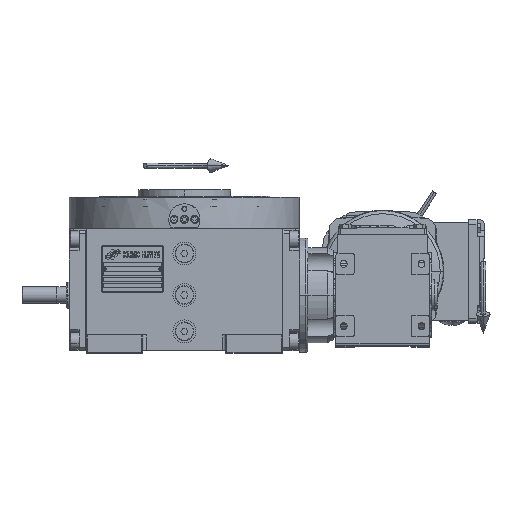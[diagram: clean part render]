
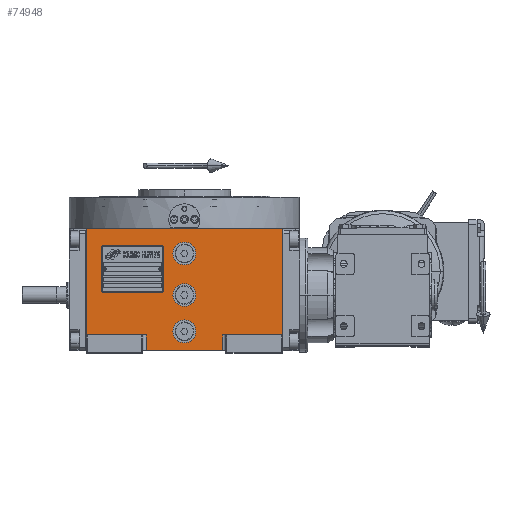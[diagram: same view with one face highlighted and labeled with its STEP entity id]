
A CAD part, top view. The second image highlights one B-rep face of the part: STEP entity #74948.
In plain terms, the highlighted planar face has unit normal (0, 0, 1).
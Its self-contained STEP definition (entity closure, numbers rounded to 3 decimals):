
#1057 = CARTESIAN_POINT ( 'NONE',  ( 11., 40., 163.5 ) ) ;
#1396 = CARTESIAN_POINT ( 'NONE',  ( -37., -53.5, 163.5 ) ) ;
#1624 = CARTESIAN_POINT ( 'NONE',  ( -11., -35., 163.5 ) ) ;
#1943 = EDGE_CURVE ( 'NONE', #47099, #62118, #62704, .T. ) ;
#2564 = VERTEX_POINT ( 'NONE', #64982 ) ;
#3082 = VECTOR ( 'NONE', #28878, 1000. ) ;
#5379 = DIRECTION ( 'NONE',  ( -1., 0., 0. ) ) ;
#6071 = LINE ( 'NONE', #93481, #83273 ) ;
#6107 = LINE ( 'NONE', #37965, #82923 ) ;
#7609 = VECTOR ( 'NONE', #50944, 1000. ) ;
#7987 = ORIENTED_EDGE ( 'NONE', *, *, #67588, .F. ) ;
#8056 = VECTOR ( 'NONE', #71594, 1000. ) ;
#8698 = EDGE_CURVE ( 'NONE', #93217, #69958, #51431, .T. ) ;
#11333 = AXIS2_PLACEMENT_3D ( 'NONE', #42225, #60745, #81692 ) ;
#12085 = VERTEX_POINT ( 'NONE', #91847 ) ;
#12194 = DIRECTION ( 'NONE',  ( 1., 0., 0. ) ) ;
#12899 = DIRECTION ( 'NONE',  ( 1., 0., 0. ) ) ;
#14100 = VECTOR ( 'NONE', #12194, 1000. ) ;
#15386 = ORIENTED_EDGE ( 'NONE', *, *, #67205, .F. ) ;
#17886 = ORIENTED_EDGE ( 'NONE', *, *, #70981, .F. ) ;
#18654 = CARTESIAN_POINT ( 'NONE',  ( 37., -38.5, 163.5 ) ) ;
#20308 = DIRECTION ( 'NONE',  ( 0., -1., 0. ) ) ;
#21782 = PLANE ( 'NONE',  #11333 ) ;
#23402 = CIRCLE ( 'NONE', #84863, 11. ) ;
#24591 = CARTESIAN_POINT ( 'NONE',  ( -94.5, 64.5, 163.5 ) ) ;
#25115 = CARTESIAN_POINT ( 'NONE',  ( 94.5, 64.5, 163.5 ) ) ;
#25605 = AXIS2_PLACEMENT_3D ( 'NONE', #85498, #47014, #47495 ) ;
#26766 = ORIENTED_EDGE ( 'NONE', *, *, #1943, .F. ) ;
#27019 = FACE_BOUND ( 'NONE', #62479, .T. ) ;
#27563 = VECTOR ( 'NONE', #72939, 1000. ) ;
#28125 = EDGE_CURVE ( 'NONE', #44428, #28671, #45605, .T. ) ;
#28671 = VERTEX_POINT ( 'NONE', #79963 ) ;
#28878 = DIRECTION ( 'NONE',  ( 1., 0., 0. ) ) ;
#29056 = VECTOR ( 'NONE', #31352, 1000. ) ;
#30081 = CARTESIAN_POINT ( 'NONE',  ( -11., 0., 163.5 ) ) ;
#31352 = DIRECTION ( 'NONE',  ( 1., 0., 0. ) ) ;
#33194 = CARTESIAN_POINT ( 'NONE',  ( -94.5, -38.5, 163.5 ) ) ;
#33639 = ORIENTED_EDGE ( 'NONE', *, *, #75965, .F. ) ;
#35456 = LINE ( 'NONE', #89179, #14100 ) ;
#35503 = ORIENTED_EDGE ( 'NONE', *, *, #74832, .T. ) ;
#36235 = DIRECTION ( 'NONE',  ( 0., 0., 1. ) ) ;
#36906 = ORIENTED_EDGE ( 'NONE', *, *, #41340, .T. ) ;
#37890 = EDGE_CURVE ( 'NONE', #57981, #76171, #69168, .T. ) ;
#37965 = CARTESIAN_POINT ( 'NONE',  ( 37., -38.5, 163.5 ) ) ;
#38838 = DIRECTION ( 'NONE',  ( 0., 0., 1. ) ) ;
#40453 = CARTESIAN_POINT ( 'NONE',  ( 37., -38.5, 163.5 ) ) ;
#41340 = EDGE_CURVE ( 'NONE', #75969, #43137, #55644, .T. ) ;
#42225 = CARTESIAN_POINT ( 'NONE',  ( -94.5, -53.5, 163.5 ) ) ;
#42596 = CIRCLE ( 'NONE', #57124, 11. ) ;
#43137 = VERTEX_POINT ( 'NONE', #62336 ) ;
#43363 = ORIENTED_EDGE ( 'NONE', *, *, #28125, .F. ) ;
#43783 = CARTESIAN_POINT ( 'NONE',  ( 0., 0., 163.5 ) ) ;
#44428 = VERTEX_POINT ( 'NONE', #1624 ) ;
#44857 = CARTESIAN_POINT ( 'NONE',  ( -94.5, -38.5, 163.5 ) ) ;
#44874 = EDGE_LOOP ( 'NONE', ( #7987, #43363 ) ) ;
#45605 = CIRCLE ( 'NONE', #79580, 11. ) ;
#45713 = ORIENTED_EDGE ( 'NONE', *, *, #8698, .F. ) ;
#47014 = DIRECTION ( 'NONE',  ( 0., 0., 1. ) ) ;
#47099 = VERTEX_POINT ( 'NONE', #91711 ) ;
#47495 = DIRECTION ( 'NONE',  ( -1., 0., 0. ) ) ;
#50804 = FACE_BOUND ( 'NONE', #44874, .T. ) ;
#50944 = DIRECTION ( 'NONE',  ( 0., 1., 0. ) ) ;
#51116 = CARTESIAN_POINT ( 'NONE',  ( -37., -53.5, 163.5 ) ) ;
#51278 = DIRECTION ( 'NONE',  ( 0., 0., 1. ) ) ;
#51431 = LINE ( 'NONE', #44857, #7609 ) ;
#52265 = DIRECTION ( 'NONE',  ( 1., 0., 0. ) ) ;
#52490 = CARTESIAN_POINT ( 'NONE',  ( 0., 40., 163.5 ) ) ;
#52955 = AXIS2_PLACEMENT_3D ( 'NONE', #52490, #60587, #83396 ) ;
#53688 = ORIENTED_EDGE ( 'NONE', *, *, #37890, .F. ) ;
#55027 = DIRECTION ( 'NONE',  ( 1., 0., 0. ) ) ;
#55644 = LINE ( 'NONE', #40453, #29056 ) ;
#56426 = ORIENTED_EDGE ( 'NONE', *, *, #90654, .T. ) ;
#57124 = AXIS2_PLACEMENT_3D ( 'NONE', #75332, #38838, #55027 ) ;
#57981 = VERTEX_POINT ( 'NONE', #71020 ) ;
#59144 = ORIENTED_EDGE ( 'NONE', *, *, #92278, .F. ) ;
#59365 = CARTESIAN_POINT ( 'NONE',  ( 0., 40., 163.5 ) ) ;
#60251 = FACE_OUTER_BOUND ( 'NONE', #91289, .T. ) ;
#60587 = DIRECTION ( 'NONE',  ( 0., 0., 1. ) ) ;
#60745 = DIRECTION ( 'NONE',  ( 0., 0., 1. ) ) ;
#62118 = VERTEX_POINT ( 'NONE', #1057 ) ;
#62336 = CARTESIAN_POINT ( 'NONE',  ( 94.5, -38.5, 163.5 ) ) ;
#62479 = EDGE_LOOP ( 'NONE', ( #53688, #33639 ) ) ;
#62704 = CIRCLE ( 'NONE', #52955, 11. ) ;
#63461 = LINE ( 'NONE', #79698, #8056 ) ;
#64982 = CARTESIAN_POINT ( 'NONE',  ( 37., -53.5, 163.5 ) ) ;
#65937 = AXIS2_PLACEMENT_3D ( 'NONE', #43783, #81769, #12899 ) ;
#67205 = EDGE_CURVE ( 'NONE', #75969, #2564, #6107, .T. ) ;
#67588 = EDGE_CURVE ( 'NONE', #28671, #44428, #42596, .T. ) ;
#69168 = CIRCLE ( 'NONE', #65937, 11. ) ;
#69250 = CIRCLE ( 'NONE', #25605, 11. ) ;
#69958 = VERTEX_POINT ( 'NONE', #24591 ) ;
#70714 = LINE ( 'NONE', #1396, #3082 ) ;
#70981 = EDGE_CURVE ( 'NONE', #62118, #47099, #23402, .T. ) ;
#71020 = CARTESIAN_POINT ( 'NONE',  ( 11., 0., 163.5 ) ) ;
#71594 = DIRECTION ( 'NONE',  ( 0., 1., 0. ) ) ;
#72939 = DIRECTION ( 'NONE',  ( 0., 1., 0. ) ) ;
#73666 = EDGE_CURVE ( 'NONE', #69958, #87816, #35456, .T. ) ;
#73748 = CARTESIAN_POINT ( 'NONE',  ( 0., -35., 163.5 ) ) ;
#74832 = EDGE_CURVE ( 'NONE', #43137, #87816, #63461, .T. ) ;
#74948 = ADVANCED_FACE ( 'NONE', ( #27019, #50804, #81221, #60251 ), #21782, .T. ) ;
#75332 = CARTESIAN_POINT ( 'NONE',  ( 0., -35., 163.5 ) ) ;
#75965 = EDGE_CURVE ( 'NONE', #76171, #57981, #69250, .T. ) ;
#75969 = VERTEX_POINT ( 'NONE', #18654 ) ;
#76171 = VERTEX_POINT ( 'NONE', #30081 ) ;
#79580 = AXIS2_PLACEMENT_3D ( 'NONE', #73748, #36235, #5379 ) ;
#79698 = CARTESIAN_POINT ( 'NONE',  ( 94.5, -38.5, 163.5 ) ) ;
#79963 = CARTESIAN_POINT ( 'NONE',  ( 11., -35., 163.5 ) ) ;
#81221 = FACE_BOUND ( 'NONE', #84597, .T. ) ;
#81692 = DIRECTION ( 'NONE',  ( 1., 0., 0. ) ) ;
#81769 = DIRECTION ( 'NONE',  ( 0., 0., 1. ) ) ;
#82923 = VECTOR ( 'NONE', #20308, 1000. ) ;
#83273 = VECTOR ( 'NONE', #90633, 1000. ) ;
#83396 = DIRECTION ( 'NONE',  ( -1., 0., 0. ) ) ;
#84597 = EDGE_LOOP ( 'NONE', ( #17886, #26766 ) ) ;
#84863 = AXIS2_PLACEMENT_3D ( 'NONE', #59365, #51278, #52265 ) ;
#85498 = CARTESIAN_POINT ( 'NONE',  ( 0., 0., 163.5 ) ) ;
#85540 = EDGE_CURVE ( 'NONE', #93217, #12085, #6071, .T. ) ;
#87383 = CARTESIAN_POINT ( 'NONE',  ( -37., -53.5, 163.5 ) ) ;
#87816 = VERTEX_POINT ( 'NONE', #25115 ) ;
#88645 = LINE ( 'NONE', #51116, #27563 ) ;
#89179 = CARTESIAN_POINT ( 'NONE',  ( -94.5, 64.5, 163.5 ) ) ;
#90633 = DIRECTION ( 'NONE',  ( 1., 0., 0. ) ) ;
#90654 = EDGE_CURVE ( 'NONE', #91864, #2564, #70714, .T. ) ;
#90921 = ORIENTED_EDGE ( 'NONE', *, *, #85540, .T. ) ;
#91289 = EDGE_LOOP ( 'NONE', ( #56426, #15386, #36906, #35503, #92408, #45713, #90921, #59144 ) ) ;
#91711 = CARTESIAN_POINT ( 'NONE',  ( -11., 40., 163.5 ) ) ;
#91847 = CARTESIAN_POINT ( 'NONE',  ( -37., -38.5, 163.5 ) ) ;
#91864 = VERTEX_POINT ( 'NONE', #87383 ) ;
#92278 = EDGE_CURVE ( 'NONE', #91864, #12085, #88645, .T. ) ;
#92408 = ORIENTED_EDGE ( 'NONE', *, *, #73666, .F. ) ;
#93217 = VERTEX_POINT ( 'NONE', #33194 ) ;
#93481 = CARTESIAN_POINT ( 'NONE',  ( -94.5, -38.5, 163.5 ) ) ;
